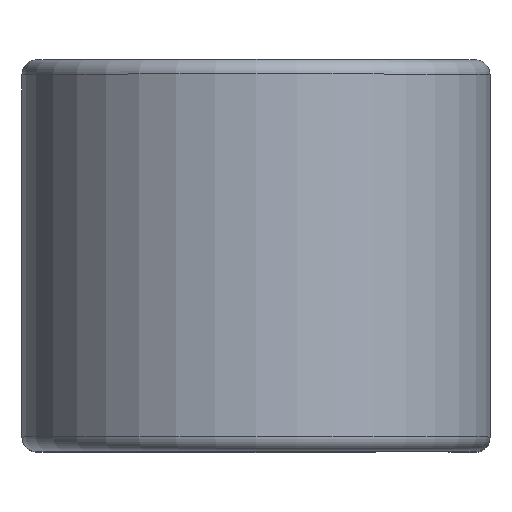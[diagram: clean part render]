
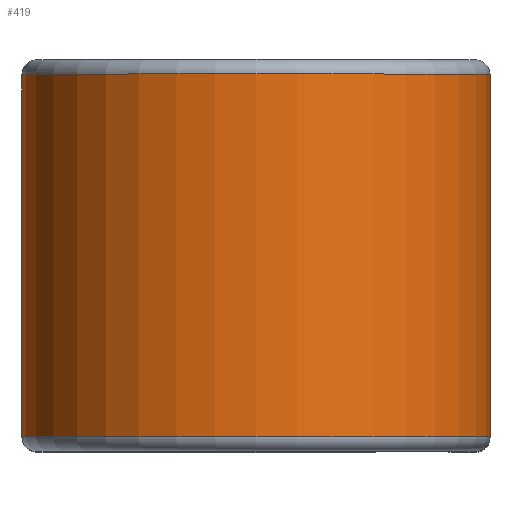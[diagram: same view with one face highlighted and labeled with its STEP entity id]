
A CAD part, top view. The second image highlights one B-rep face of the part: STEP entity #419.
In plain terms, the highlighted cylindrical face has radius 12.332 mm (diameter 24.663 mm), a partial arc.
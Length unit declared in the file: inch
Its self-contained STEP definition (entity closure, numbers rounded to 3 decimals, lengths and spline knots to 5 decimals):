
#21 = AXIS2_PLACEMENT_3D ( 'NONE', #345, #1988, #586 ) ;
#184 = VERTEX_POINT ( 'NONE', #622 ) ;
#191 = CARTESIAN_POINT ( 'NONE',  ( 0., 0.375, 0.75 ) ) ;
#207 = CARTESIAN_POINT ( 'NONE',  ( -0.4855, -0.37625, 0.75 ) ) ;
#306 = CIRCLE ( 'NONE', #2458, 0.4855 ) ;
#345 = CARTESIAN_POINT ( 'NONE',  ( 0., -0.37625, 0.75 ) ) ;
#419 = ADVANCED_FACE ( 'NONE', ( #1509 ), #588, .T. ) ;
#441 = ORIENTED_EDGE ( 'NONE', *, *, #2745, .F. ) ;
#564 = EDGE_CURVE ( 'NONE', #1854, #184, #746, .T. ) ;
#586 = DIRECTION ( 'NONE',  ( 0., 0., -1. ) ) ;
#588 = CYLINDRICAL_SURFACE ( 'NONE', #2769, 0.4855 ) ;
#622 = CARTESIAN_POINT ( 'NONE',  ( 0.4855, 0.37625, 0.75 ) ) ;
#740 = CARTESIAN_POINT ( 'NONE',  ( 0.4855, 0.37625, 0.75 ) ) ;
#746 = LINE ( 'NONE', #740, #2537 ) ;
#769 = CARTESIAN_POINT ( 'NONE',  ( 0.4855, -0.37625, 0.75 ) ) ;
#875 = DIRECTION ( 'NONE',  ( 0., -1., 0. ) ) ;
#914 = ORIENTED_EDGE ( 'NONE', *, *, #2662, .F. ) ;
#1005 = LINE ( 'NONE', #2429, #2789 ) ;
#1357 = CARTESIAN_POINT ( 'NONE',  ( -0.4855, 0.37625, 0.75 ) ) ;
#1368 = CARTESIAN_POINT ( 'NONE',  ( 0., 0.37625, 0.75 ) ) ;
#1509 = FACE_OUTER_BOUND ( 'NONE', #2873, .T. ) ;
#1540 = CIRCLE ( 'NONE', #21, 0.4855 ) ;
#1610 = DIRECTION ( 'NONE',  ( 0., 0., -1. ) ) ;
#1724 = DIRECTION ( 'NONE',  ( 0., 1., 0. ) ) ;
#1833 = DIRECTION ( 'NONE',  ( 0., 0., -1. ) ) ;
#1854 = VERTEX_POINT ( 'NONE', #769 ) ;
#1938 = VERTEX_POINT ( 'NONE', #1357 ) ;
#1972 = EDGE_CURVE ( 'NONE', #184, #1938, #306, .T. ) ;
#1988 = DIRECTION ( 'NONE',  ( 0., -1., 0. ) ) ;
#2146 = VERTEX_POINT ( 'NONE', #207 ) ;
#2177 = ORIENTED_EDGE ( 'NONE', *, *, #564, .T. ) ;
#2429 = CARTESIAN_POINT ( 'NONE',  ( -0.4855, 0.37625, 0.75 ) ) ;
#2458 = AXIS2_PLACEMENT_3D ( 'NONE', #1368, #2986, #1610 ) ;
#2537 = VECTOR ( 'NONE', #2845, 39.37008 ) ;
#2662 = EDGE_CURVE ( 'NONE', #2146, #1938, #1005, .T. ) ;
#2703 = ORIENTED_EDGE ( 'NONE', *, *, #1972, .T. ) ;
#2745 = EDGE_CURVE ( 'NONE', #1854, #2146, #1540, .T. ) ;
#2769 = AXIS2_PLACEMENT_3D ( 'NONE', #191, #875, #1833 ) ;
#2789 = VECTOR ( 'NONE', #1724, 39.37008 ) ;
#2845 = DIRECTION ( 'NONE',  ( 0., 1., 0. ) ) ;
#2873 = EDGE_LOOP ( 'NONE', ( #2177, #2703, #914, #441 ) ) ;
#2986 = DIRECTION ( 'NONE',  ( 0., -1., 0. ) ) ;
